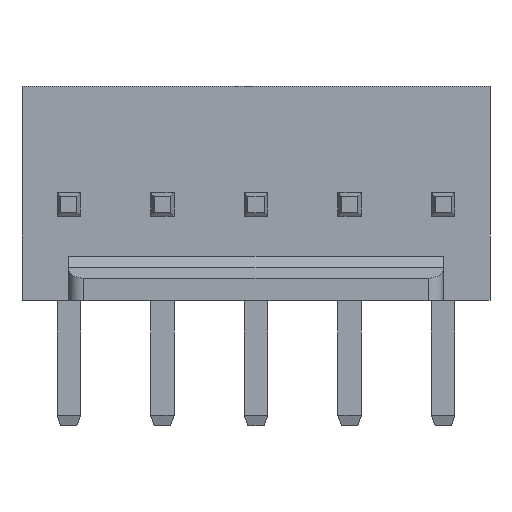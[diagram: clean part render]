
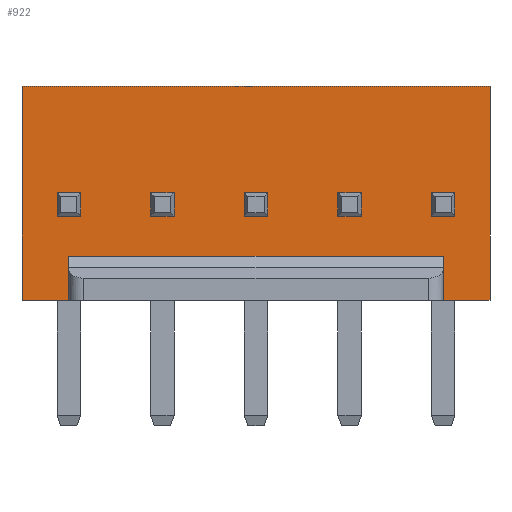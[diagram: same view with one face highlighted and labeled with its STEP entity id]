
A CAD part, front view. The second image highlights one B-rep face of the part: STEP entity #922.
In plain terms, the highlighted planar face has unit normal (0, -1, 0).
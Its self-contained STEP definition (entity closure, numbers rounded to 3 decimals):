
#922=ADVANCED_FACE('',(#2063,#2065,#2067,#2069,#2071,#2073),#2075,.T.);
#2063=FACE_BOUND('',#2064,.T.);
#2064=EDGE_LOOP('',(#2905,#2906,#2907,#2908,#2909,#2910,#2911,#2912));
#2065=FACE_BOUND('',#2066,.T.);
#2066=EDGE_LOOP('',(#2913,#2914,#2915,#2916));
#2067=FACE_BOUND('',#2068,.T.);
#2068=EDGE_LOOP('',(#2917,#2918,#2919,#2920));
#2069=FACE_BOUND('',#2070,.T.);
#2070=EDGE_LOOP('',(#2921,#2922,#2923,#2924));
#2071=FACE_BOUND('',#2072,.T.);
#2072=EDGE_LOOP('',(#2925,#2926,#2927,#2928));
#2073=FACE_BOUND('',#2074,.T.);
#2074=EDGE_LOOP('',(#2929,#2930,#2931,#2932));
#2075=PLANE('',#2076);
#2076=AXIS2_PLACEMENT_3D('',#2077,#2078,#2079);
#2077=CARTESIAN_POINT('',(0.,-5.4,0.));
#2078=DIRECTION('',(0.,-1.,0.));
#2079=DIRECTION('',(1.,0.,0.));
#2905=ORIENTED_EDGE('',*,*,#3435,.F.);
#2906=ORIENTED_EDGE('',*,*,#3436,.F.);
#2907=ORIENTED_EDGE('',*,*,#3431,.T.);
#2908=ORIENTED_EDGE('',*,*,#3437,.T.);
#2909=ORIENTED_EDGE('',*,*,#3438,.T.);
#2910=ORIENTED_EDGE('',*,*,#3439,.T.);
#2911=ORIENTED_EDGE('',*,*,#3407,.T.);
#2912=ORIENTED_EDGE('',*,*,#3440,.F.);
#2913=ORIENTED_EDGE('',*,*,#3441,.T.);
#2914=ORIENTED_EDGE('',*,*,#3442,.T.);
#2915=ORIENTED_EDGE('',*,*,#3443,.T.);
#2916=ORIENTED_EDGE('',*,*,#3444,.T.);
#2917=ORIENTED_EDGE('',*,*,#3445,.T.);
#2918=ORIENTED_EDGE('',*,*,#3446,.T.);
#2919=ORIENTED_EDGE('',*,*,#3447,.T.);
#2920=ORIENTED_EDGE('',*,*,#3448,.T.);
#2921=ORIENTED_EDGE('',*,*,#3449,.T.);
#2922=ORIENTED_EDGE('',*,*,#3450,.T.);
#2923=ORIENTED_EDGE('',*,*,#3451,.T.);
#2924=ORIENTED_EDGE('',*,*,#3452,.T.);
#2925=ORIENTED_EDGE('',*,*,#3453,.T.);
#2926=ORIENTED_EDGE('',*,*,#3454,.T.);
#2927=ORIENTED_EDGE('',*,*,#3455,.T.);
#2928=ORIENTED_EDGE('',*,*,#3456,.T.);
#2929=ORIENTED_EDGE('',*,*,#3457,.T.);
#2930=ORIENTED_EDGE('',*,*,#3458,.T.);
#2931=ORIENTED_EDGE('',*,*,#3459,.T.);
#2932=ORIENTED_EDGE('',*,*,#3460,.T.);
#3407=EDGE_CURVE('',#3895,#3893,#3896,.T.);
#3431=EDGE_CURVE('',#3943,#3941,#3944,.T.);
#3435=EDGE_CURVE('',#3950,#3951,#3952,.T.);
#3436=EDGE_CURVE('',#3943,#3950,#3953,.F.);
#3437=EDGE_CURVE('',#3941,#3954,#3955,.T.);
#3438=EDGE_CURVE('',#3954,#3956,#3957,.T.);
#3439=EDGE_CURVE('',#3956,#3895,#3958,.T.);
#3440=EDGE_CURVE('',#3951,#3893,#3959,.T.);
#3441=EDGE_CURVE('',#3960,#3961,#3962,.F.);
#3442=EDGE_CURVE('',#3961,#3963,#3964,.F.);
#3443=EDGE_CURVE('',#3963,#3965,#3966,.F.);
#3444=EDGE_CURVE('',#3965,#3960,#3967,.F.);
#3445=EDGE_CURVE('',#3968,#3969,#3970,.F.);
#3446=EDGE_CURVE('',#3969,#3971,#3972,.F.);
#3447=EDGE_CURVE('',#3971,#3973,#3974,.F.);
#3448=EDGE_CURVE('',#3973,#3968,#3975,.F.);
#3449=EDGE_CURVE('',#3976,#3977,#3978,.F.);
#3450=EDGE_CURVE('',#3977,#3979,#3980,.F.);
#3451=EDGE_CURVE('',#3979,#3981,#3982,.F.);
#3452=EDGE_CURVE('',#3981,#3976,#3983,.F.);
#3453=EDGE_CURVE('',#3984,#3985,#3986,.F.);
#3454=EDGE_CURVE('',#3985,#3987,#3988,.F.);
#3455=EDGE_CURVE('',#3987,#3989,#3990,.F.);
#3456=EDGE_CURVE('',#3989,#3984,#3991,.F.);
#3457=EDGE_CURVE('',#3992,#3993,#3994,.F.);
#3458=EDGE_CURVE('',#3993,#3995,#3996,.F.);
#3459=EDGE_CURVE('',#3995,#3997,#3998,.F.);
#3460=EDGE_CURVE('',#3997,#3992,#3999,.F.);
#3893=VERTEX_POINT('',#4911);
#3895=VERTEX_POINT('',#4915);
#3896=LINE('',#4916,#4917);
#3941=VERTEX_POINT('',#5007);
#3943=VERTEX_POINT('',#5011);
#3944=LINE('',#5012,#5013);
#3950=VERTEX_POINT('',#5027);
#3951=VERTEX_POINT('',#5028);
#3952=LINE('',#5029,#5030);
#3953=LINE('',#5032,#5033);
#3954=VERTEX_POINT('',#5035);
#3955=LINE('',#5036,#5037);
#3956=VERTEX_POINT('',#5039);
#3957=LINE('',#5040,#5041);
#3958=LINE('',#5043,#5044);
#3959=LINE('',#5046,#5047);
#3960=VERTEX_POINT('',#5049);
#3961=VERTEX_POINT('',#5050);
#3962=LINE('',#5051,#5052);
#3963=VERTEX_POINT('',#5054);
#3964=LINE('',#5055,#5056);
#3965=VERTEX_POINT('',#5058);
#3966=LINE('',#5059,#5060);
#3967=LINE('',#5062,#5063);
#3968=VERTEX_POINT('',#5065);
#3969=VERTEX_POINT('',#5066);
#3970=LINE('',#5067,#5068);
#3971=VERTEX_POINT('',#5070);
#3972=LINE('',#5071,#5072);
#3973=VERTEX_POINT('',#5074);
#3974=LINE('',#5075,#5076);
#3975=LINE('',#5078,#5079);
#3976=VERTEX_POINT('',#5081);
#3977=VERTEX_POINT('',#5082);
#3978=LINE('',#5083,#5084);
#3979=VERTEX_POINT('',#5086);
#3980=LINE('',#5087,#5088);
#3981=VERTEX_POINT('',#5090);
#3982=LINE('',#5091,#5092);
#3983=LINE('',#5094,#5095);
#3984=VERTEX_POINT('',#5097);
#3985=VERTEX_POINT('',#5098);
#3986=LINE('',#5099,#5100);
#3987=VERTEX_POINT('',#5102);
#3988=LINE('',#5103,#5104);
#3989=VERTEX_POINT('',#5106);
#3990=LINE('',#5107,#5108);
#3991=LINE('',#5110,#5111);
#3992=VERTEX_POINT('',#5113);
#3993=VERTEX_POINT('',#5114);
#3994=LINE('',#5115,#5116);
#3995=VERTEX_POINT('',#5118);
#3996=LINE('',#5119,#5120);
#3997=VERTEX_POINT('',#5122);
#3998=LINE('',#5123,#5124);
#3999=LINE('',#5126,#5127);
#4911=CARTESIAN_POINT('',(0.,-5.4,0.));
#4915=CARTESIAN_POINT('',(-1.27,-5.4,0.));
#4916=CARTESIAN_POINT('',(-1.27,-5.4,0.));
#4917=VECTOR('',#4918,1.);
#4918=DIRECTION('',(1.,0.,0.));
#5007=CARTESIAN_POINT('',(11.43,-5.4,0.));
#5011=CARTESIAN_POINT('',(10.16,-5.4,0.));
#5012=CARTESIAN_POINT('',(10.16,-5.4,0.));
#5013=VECTOR('',#5014,1.);
#5014=DIRECTION('',(1.,0.,0.));
#5027=CARTESIAN_POINT('',(10.16,-5.4,0.9));
#5028=CARTESIAN_POINT('',(0.,-5.4,0.9));
#5029=CARTESIAN_POINT('',(10.16,-5.4,0.9));
#5030=VECTOR('',#5031,1.);
#5031=DIRECTION('',(-1.,0.,0.));
#5032=CARTESIAN_POINT('',(10.16,-5.4,0.9));
#5033=VECTOR('',#5034,1.);
#5034=DIRECTION('',(0.,0.,-1.));
#5035=CARTESIAN_POINT('',(11.43,-5.4,5.8));
#5036=CARTESIAN_POINT('',(11.43,-5.4,0.));
#5037=VECTOR('',#5038,1.);
#5038=DIRECTION('',(0.,0.,1.));
#5039=CARTESIAN_POINT('',(-1.27,-5.4,5.8));
#5040=CARTESIAN_POINT('',(11.43,-5.4,5.8));
#5041=VECTOR('',#5042,1.);
#5042=DIRECTION('',(-1.,0.,0.));
#5043=CARTESIAN_POINT('',(-1.27,-5.4,5.8));
#5044=VECTOR('',#5045,1.);
#5045=DIRECTION('',(0.,0.,-1.));
#5046=CARTESIAN_POINT('',(0.,-5.4,0.9));
#5047=VECTOR('',#5048,1.);
#5048=DIRECTION('',(0.,0.,-1.));
#5049=CARTESIAN_POINT('',(7.3,-5.4,2.28));
#5050=CARTESIAN_POINT('',(7.3,-5.4,2.92));
#5051=CARTESIAN_POINT('',(7.3,-5.4,2.92));
#5052=VECTOR('',#5053,1.);
#5053=DIRECTION('',(0.,0.,-1.));
#5054=CARTESIAN_POINT('',(7.94,-5.4,2.92));
#5055=CARTESIAN_POINT('',(7.94,-5.4,2.92));
#5056=VECTOR('',#5057,1.);
#5057=DIRECTION('',(-1.,0.,0.));
#5058=CARTESIAN_POINT('',(7.94,-5.4,2.28));
#5059=CARTESIAN_POINT('',(7.94,-5.4,2.28));
#5060=VECTOR('',#5061,1.);
#5061=DIRECTION('',(0.,0.,1.));
#5062=CARTESIAN_POINT('',(7.3,-5.4,2.28));
#5063=VECTOR('',#5064,1.);
#5064=DIRECTION('',(1.,0.,0.));
#5065=CARTESIAN_POINT('',(9.84,-5.4,2.28));
#5066=CARTESIAN_POINT('',(9.84,-5.4,2.92));
#5067=CARTESIAN_POINT('',(9.84,-5.4,2.92));
#5068=VECTOR('',#5069,1.);
#5069=DIRECTION('',(0.,0.,-1.));
#5070=CARTESIAN_POINT('',(10.48,-5.4,2.92));
#5071=CARTESIAN_POINT('',(10.48,-5.4,2.92));
#5072=VECTOR('',#5073,1.);
#5073=DIRECTION('',(-1.,0.,0.));
#5074=CARTESIAN_POINT('',(10.48,-5.4,2.28));
#5075=CARTESIAN_POINT('',(10.48,-5.4,2.28));
#5076=VECTOR('',#5077,1.);
#5077=DIRECTION('',(0.,0.,1.));
#5078=CARTESIAN_POINT('',(9.84,-5.4,2.28));
#5079=VECTOR('',#5080,1.);
#5080=DIRECTION('',(1.,0.,0.));
#5081=CARTESIAN_POINT('',(4.76,-5.4,2.28));
#5082=CARTESIAN_POINT('',(4.76,-5.4,2.92));
#5083=CARTESIAN_POINT('',(4.76,-5.4,2.92));
#5084=VECTOR('',#5085,1.);
#5085=DIRECTION('',(0.,0.,-1.));
#5086=CARTESIAN_POINT('',(5.4,-5.4,2.92));
#5087=CARTESIAN_POINT('',(5.4,-5.4,2.92));
#5088=VECTOR('',#5089,1.);
#5089=DIRECTION('',(-1.,0.,0.));
#5090=CARTESIAN_POINT('',(5.4,-5.4,2.28));
#5091=CARTESIAN_POINT('',(5.4,-5.4,2.28));
#5092=VECTOR('',#5093,1.);
#5093=DIRECTION('',(0.,0.,1.));
#5094=CARTESIAN_POINT('',(4.76,-5.4,2.28));
#5095=VECTOR('',#5096,1.);
#5096=DIRECTION('',(1.,0.,0.));
#5097=CARTESIAN_POINT('',(2.22,-5.4,2.28));
#5098=CARTESIAN_POINT('',(2.22,-5.4,2.92));
#5099=CARTESIAN_POINT('',(2.22,-5.4,2.92));
#5100=VECTOR('',#5101,1.);
#5101=DIRECTION('',(0.,0.,-1.));
#5102=CARTESIAN_POINT('',(2.86,-5.4,2.92));
#5103=CARTESIAN_POINT('',(2.86,-5.4,2.92));
#5104=VECTOR('',#5105,1.);
#5105=DIRECTION('',(-1.,0.,0.));
#5106=CARTESIAN_POINT('',(2.86,-5.4,2.28));
#5107=CARTESIAN_POINT('',(2.86,-5.4,2.28));
#5108=VECTOR('',#5109,1.);
#5109=DIRECTION('',(0.,0.,1.));
#5110=CARTESIAN_POINT('',(2.22,-5.4,2.28));
#5111=VECTOR('',#5112,1.);
#5112=DIRECTION('',(1.,0.,0.));
#5113=CARTESIAN_POINT('',(-0.32,-5.4,2.28));
#5114=CARTESIAN_POINT('',(-0.32,-5.4,2.92));
#5115=CARTESIAN_POINT('',(-0.32,-5.4,2.92));
#5116=VECTOR('',#5117,1.);
#5117=DIRECTION('',(0.,0.,-1.));
#5118=CARTESIAN_POINT('',(0.32,-5.4,2.92));
#5119=CARTESIAN_POINT('',(0.32,-5.4,2.92));
#5120=VECTOR('',#5121,1.);
#5121=DIRECTION('',(-1.,0.,0.));
#5122=CARTESIAN_POINT('',(0.32,-5.4,2.28));
#5123=CARTESIAN_POINT('',(0.32,-5.4,2.28));
#5124=VECTOR('',#5125,1.);
#5125=DIRECTION('',(0.,0.,1.));
#5126=CARTESIAN_POINT('',(-0.32,-5.4,2.28));
#5127=VECTOR('',#5128,1.);
#5128=DIRECTION('',(1.,0.,0.));
